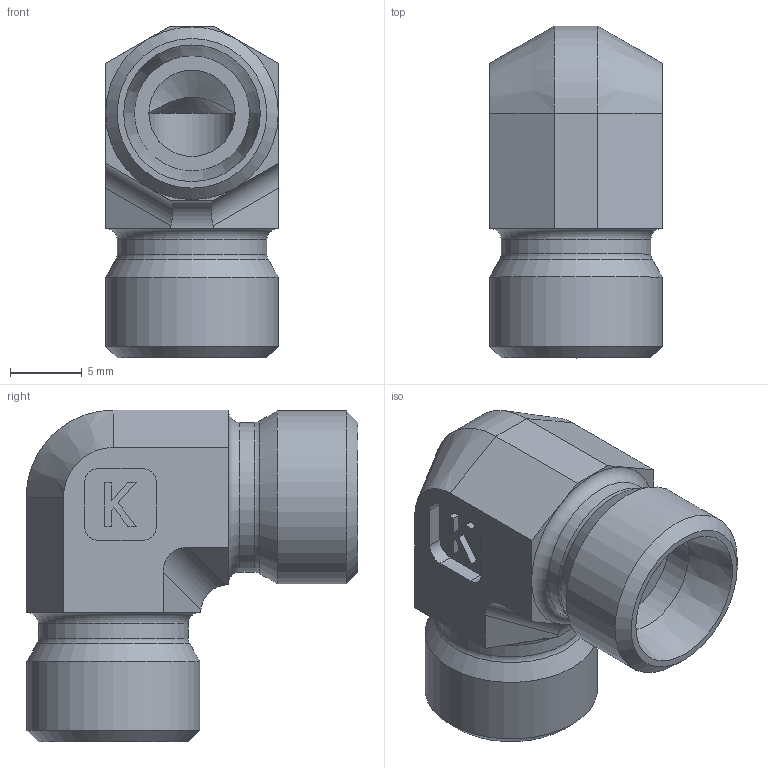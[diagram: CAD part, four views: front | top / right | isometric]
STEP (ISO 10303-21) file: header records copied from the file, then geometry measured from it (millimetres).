
FILE_DESCRIPTION((''),'2;1');
FILE_NAME('350081212.stp','2014-08-13T11:27:48',(''),('KNOMI spol. s r. o.'),'Autodesk Inventor 2012','Autodesk Inventor 2012','');
FILE_SCHEMA(('AUTOMOTIVE_DESIGN { 1 2 10303 214 0 1 1 1 }'));
Length unit declared in the file: millimetre
Products named in the file (1): LS1 8LL M12/M12
Bounding box: 12 x 23.06 x 23.06 mm (x, y, z)
Volume: 2490.5 mm3; surface area: 2163.1 mm2
Topology: 1 solids, 1 shells, 76 faces, 181 edges, 111 vertices
Faces by surface type: plane 46, cylinder 16, cone 10, torus 4
Full cylindrical faces by diameter (mm): 6 x2, 8 x2, 10.4 x2, 12 x2
Entity records: 2072 total; most frequent: DIRECTION 366, CARTESIAN_POINT 352, ORIENTED_EDGE 316, EDGE_CURVE 158, AXIS2_PLACEMENT_3D 132, VERTEX_POINT 106, VECTOR 102, LINE 102
